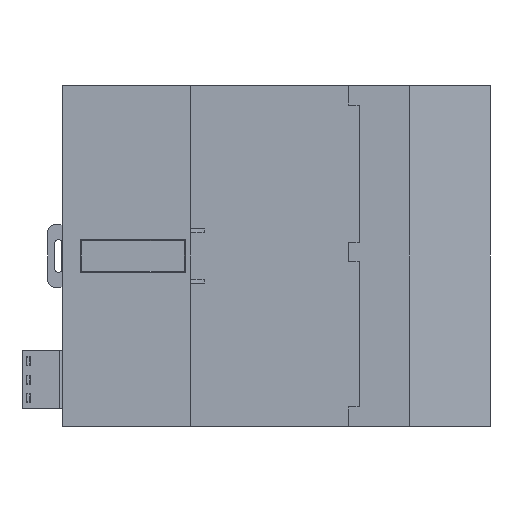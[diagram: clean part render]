
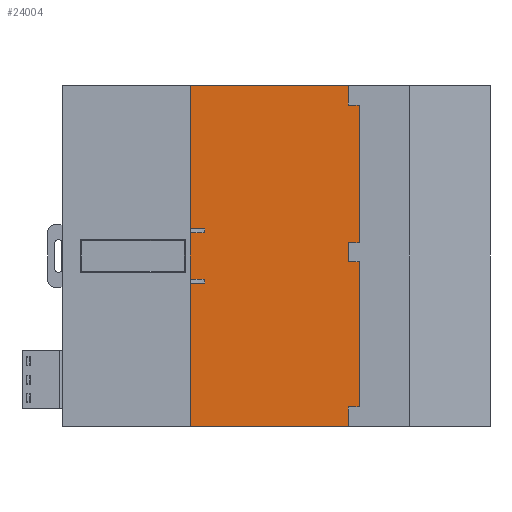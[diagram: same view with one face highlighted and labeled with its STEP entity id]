
A CAD part, front view. The second image highlights one B-rep face of the part: STEP entity #24004.
In plain terms, the highlighted planar face has unit normal (0, -1, 0).
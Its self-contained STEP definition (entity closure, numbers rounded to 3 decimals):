
#868 = CARTESIAN_POINT ( 'NONE',  ( 62.5, 6.5, 35.8 ) ) ;
#1309 = VERTEX_POINT ( 'NONE', #9948 ) ;
#2489 = EDGE_CURVE ( 'NONE', #45535, #4463, #35023, .T. ) ;
#4463 = VERTEX_POINT ( 'NONE', #41735 ) ;
#4737 = DIRECTION ( 'NONE',  ( 0., 0., -1. ) ) ;
#5460 = LINE ( 'NONE', #51656, #29119 ) ;
#9948 = CARTESIAN_POINT ( 'NONE',  ( 27., 6.5, -35.8 ) ) ;
#10265 = LINE ( 'NONE', #21659, #23783 ) ;
#10582 = EDGE_CURVE ( 'NONE', #4463, #1309, #43899, .T. ) ;
#11856 = DIRECTION ( 'NONE',  ( 1., 0., 0. ) ) ;
#12044 = ORIENTED_EDGE ( 'NONE', *, *, #2489, .F. ) ;
#14461 = DIRECTION ( 'NONE',  ( 0., 0., -1. ) ) ;
#19800 = VECTOR ( 'NONE', #4737, 1000. ) ;
#21659 = CARTESIAN_POINT ( 'NONE',  ( 27., 6.5, 35.75 ) ) ;
#21793 = CARTESIAN_POINT ( 'NONE',  ( 62.5, 6.5, 35.75 ) ) ;
#23783 = VECTOR ( 'NONE', #14461, 1000. ) ;
#24004 = ADVANCED_FACE ( 'NONE', ( #29845 ), #41927, .F. ) ;
#24983 = ORIENTED_EDGE ( 'NONE', *, *, #71223, .F. ) ;
#26397 = AXIS2_PLACEMENT_3D ( 'NONE', #47626, #70754, #35895 ) ;
#28252 = ORIENTED_EDGE ( 'NONE', *, *, #10582, .F. ) ;
#28713 = DIRECTION ( 'NONE',  ( -1., 0., 0. ) ) ;
#29119 = VECTOR ( 'NONE', #11856, 1000. ) ;
#29845 = FACE_OUTER_BOUND ( 'NONE', #49160, .T. ) ;
#35023 = LINE ( 'NONE', #21793, #19800 ) ;
#35895 = DIRECTION ( 'NONE',  ( 0., 0., 1. ) ) ;
#38340 = VERTEX_POINT ( 'NONE', #51365 ) ;
#41735 = CARTESIAN_POINT ( 'NONE',  ( 62.5, 6.5, -35.8 ) ) ;
#41927 = PLANE ( 'NONE',  #26397 ) ;
#43899 = LINE ( 'NONE', #56783, #73499 ) ;
#45535 = VERTEX_POINT ( 'NONE', #868 ) ;
#47626 = CARTESIAN_POINT ( 'NONE',  ( 0., 6.5, 35.75 ) ) ;
#48155 = EDGE_CURVE ( 'NONE', #38340, #1309, #10265, .T. ) ;
#49160 = EDGE_LOOP ( 'NONE', ( #28252, #12044, #24983, #53245 ) ) ;
#51365 = CARTESIAN_POINT ( 'NONE',  ( 27., 6.5, 35.8 ) ) ;
#51656 = CARTESIAN_POINT ( 'NONE',  ( 66.01, 6.5, 35.8 ) ) ;
#53245 = ORIENTED_EDGE ( 'NONE', *, *, #48155, .T. ) ;
#56783 = CARTESIAN_POINT ( 'NONE',  ( 62.5, 6.5, -35.8 ) ) ;
#70754 = DIRECTION ( 'NONE',  ( 0., 1., 0. ) ) ;
#71223 = EDGE_CURVE ( 'NONE', #38340, #45535, #5460, .T. ) ;
#73499 = VECTOR ( 'NONE', #28713, 1000. ) ;
